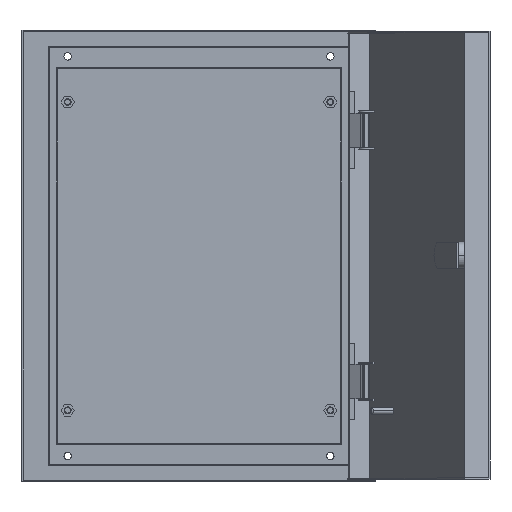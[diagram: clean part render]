
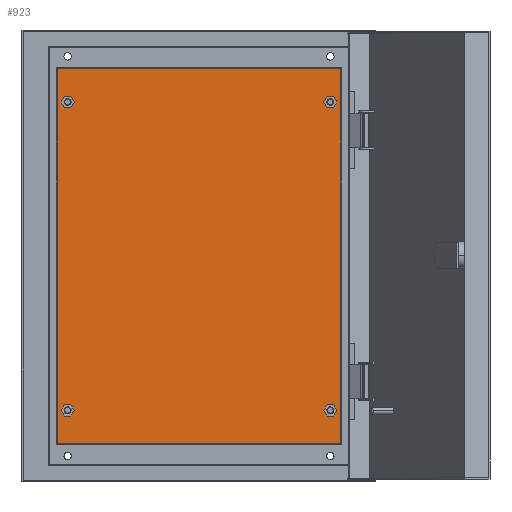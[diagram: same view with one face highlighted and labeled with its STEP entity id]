
A CAD part, top view. The second image highlights one B-rep face of the part: STEP entity #923.
In plain terms, the highlighted planar face has unit normal (0, 0, 1).
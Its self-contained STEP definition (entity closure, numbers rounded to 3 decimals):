
#34 = ORIENTED_EDGE ( 'NONE', *, *, #1058, .F. ) ;
#55 = DIRECTION ( 'NONE',  ( 1., 0., 0. ) ) ;
#74 = EDGE_CURVE ( 'NONE', #4492, #1995, #4001, .T. ) ;
#81 = DIRECTION ( 'NONE',  ( -1., 0., 0. ) ) ;
#97 = CARTESIAN_POINT ( 'NONE',  ( 115., -135., 0. ) ) ;
#189 = ORIENTED_EDGE ( 'NONE', *, *, #465, .F. ) ;
#213 = EDGE_LOOP ( 'NONE', ( #5376, #1774 ) ) ;
#222 = DIRECTION ( 'NONE',  ( 0., 0., 1. ) ) ;
#251 = EDGE_CURVE ( 'NONE', #1995, #4492, #2579, .T. ) ;
#254 = CARTESIAN_POINT ( 'NONE',  ( 115., -135., 0. ) ) ;
#465 = EDGE_CURVE ( 'NONE', #5344, #3965, #3448, .T. ) ;
#474 = AXIS2_PLACEMENT_3D ( 'NONE', #5564, #500, #594 ) ;
#475 = FACE_OUTER_BOUND ( 'NONE', #3036, .T. ) ;
#500 = DIRECTION ( 'NONE',  ( 0., 0., 1. ) ) ;
#581 = CARTESIAN_POINT ( 'NONE',  ( -125., -165., 0. ) ) ;
#594 = DIRECTION ( 'NONE',  ( -1., 0., 0. ) ) ;
#668 = CARTESIAN_POINT ( 'NONE',  ( -125., -165., 0. ) ) ;
#677 = DIRECTION ( 'NONE',  ( 1., 0., 0. ) ) ;
#689 = LINE ( 'NONE', #1467, #1958 ) ;
#704 = AXIS2_PLACEMENT_3D ( 'NONE', #97, #5070, #1396 ) ;
#721 = VECTOR ( 'NONE', #4045, 1000. ) ;
#807 = CIRCLE ( 'NONE', #474, 4. ) ;
#821 = CARTESIAN_POINT ( 'NONE',  ( -119., 135., 0. ) ) ;
#923 = ADVANCED_FACE ( 'NONE', ( #1362, #1758, #1155, #1264, #475 ), #3938, .T. ) ;
#997 = DIRECTION ( 'NONE',  ( -1., 0., 0. ) ) ;
#1024 = DIRECTION ( 'NONE',  ( 1., 0., 0. ) ) ;
#1058 = EDGE_CURVE ( 'NONE', #3965, #5344, #2260, .T. ) ;
#1142 = VERTEX_POINT ( 'NONE', #4559 ) ;
#1155 = FACE_BOUND ( 'NONE', #3991, .T. ) ;
#1201 = EDGE_CURVE ( 'NONE', #4915, #3201, #689, .T. ) ;
#1264 = FACE_BOUND ( 'NONE', #2000, .T. ) ;
#1362 = FACE_BOUND ( 'NONE', #213, .T. ) ;
#1384 = ORIENTED_EDGE ( 'NONE', *, *, #74, .F. ) ;
#1396 = DIRECTION ( 'NONE',  ( 1., 0., 0. ) ) ;
#1467 = CARTESIAN_POINT ( 'NONE',  ( 125., 165., 0. ) ) ;
#1614 = DIRECTION ( 'NONE',  ( -1., 0., 0. ) ) ;
#1664 = EDGE_CURVE ( 'NONE', #1142, #5080, #5622, .T. ) ;
#1666 = CARTESIAN_POINT ( 'NONE',  ( 0., 0., 0. ) ) ;
#1758 = FACE_BOUND ( 'NONE', #5000, .T. ) ;
#1766 = DIRECTION ( 'NONE',  ( -1., 0., 0. ) ) ;
#1774 = ORIENTED_EDGE ( 'NONE', *, *, #4277, .F. ) ;
#1894 = CARTESIAN_POINT ( 'NONE',  ( -115., -135., 0. ) ) ;
#1899 = AXIS2_PLACEMENT_3D ( 'NONE', #2900, #222, #1024 ) ;
#1958 = VECTOR ( 'NONE', #4948, 1000. ) ;
#1995 = VERTEX_POINT ( 'NONE', #3241 ) ;
#2000 = EDGE_LOOP ( 'NONE', ( #189, #34 ) ) ;
#2010 = DIRECTION ( 'NONE',  ( 0., -1., 0. ) ) ;
#2012 = VERTEX_POINT ( 'NONE', #3950 ) ;
#2079 = ORIENTED_EDGE ( 'NONE', *, *, #251, .F. ) ;
#2260 = CIRCLE ( 'NONE', #5221, 4. ) ;
#2381 = EDGE_CURVE ( 'NONE', #5243, #2012, #2536, .T. ) ;
#2536 = CIRCLE ( 'NONE', #3257, 4. ) ;
#2579 = CIRCLE ( 'NONE', #3952, 4. ) ;
#2751 = CARTESIAN_POINT ( 'NONE',  ( 111., -135., 0. ) ) ;
#2760 = VERTEX_POINT ( 'NONE', #668 ) ;
#2819 = ORIENTED_EDGE ( 'NONE', *, *, #1201, .T. ) ;
#2900 = CARTESIAN_POINT ( 'NONE',  ( -115., 135., 0. ) ) ;
#2953 = LINE ( 'NONE', #581, #721 ) ;
#2958 = EDGE_CURVE ( 'NONE', #2760, #4915, #2953, .T. ) ;
#3028 = CARTESIAN_POINT ( 'NONE',  ( -125., 165., 0. ) ) ;
#3036 = EDGE_LOOP ( 'NONE', ( #3660, #3800, #2819, #5698 ) ) ;
#3171 = CARTESIAN_POINT ( 'NONE',  ( -115., -135., 0. ) ) ;
#3201 = VERTEX_POINT ( 'NONE', #4016 ) ;
#3241 = CARTESIAN_POINT ( 'NONE',  ( 119., -135., 0. ) ) ;
#3257 = AXIS2_PLACEMENT_3D ( 'NONE', #3366, #5778, #81 ) ;
#3313 = ORIENTED_EDGE ( 'NONE', *, *, #2381, .F. ) ;
#3366 = CARTESIAN_POINT ( 'NONE',  ( 115., 135., 0. ) ) ;
#3433 = DIRECTION ( 'NONE',  ( 1., 0., 0. ) ) ;
#3448 = CIRCLE ( 'NONE', #1899, 4. ) ;
#3508 = CARTESIAN_POINT ( 'NONE',  ( -125., 165., 0. ) ) ;
#3573 = DIRECTION ( 'NONE',  ( 0., 0., 1. ) ) ;
#3628 = AXIS2_PLACEMENT_3D ( 'NONE', #1666, #4347, #55 ) ;
#3660 = ORIENTED_EDGE ( 'NONE', *, *, #4006, .T. ) ;
#3716 = DIRECTION ( 'NONE',  ( 0., 0., 1. ) ) ;
#3791 = AXIS2_PLACEMENT_3D ( 'NONE', #1894, #4185, #997 ) ;
#3800 = ORIENTED_EDGE ( 'NONE', *, *, #2958, .T. ) ;
#3928 = VECTOR ( 'NONE', #1766, 1000. ) ;
#3938 = PLANE ( 'NONE',  #3628 ) ;
#3950 = CARTESIAN_POINT ( 'NONE',  ( 111., 135., 0. ) ) ;
#3952 = AXIS2_PLACEMENT_3D ( 'NONE', #254, #3716, #3433 ) ;
#3965 = VERTEX_POINT ( 'NONE', #821 ) ;
#3991 = EDGE_LOOP ( 'NONE', ( #3313, #5174 ) ) ;
#4001 = CIRCLE ( 'NONE', #704, 4. ) ;
#4006 = EDGE_CURVE ( 'NONE', #5017, #2760, #6008, .T. ) ;
#4016 = CARTESIAN_POINT ( 'NONE',  ( 125., 165., 0. ) ) ;
#4045 = DIRECTION ( 'NONE',  ( 1., 0., 0. ) ) ;
#4080 = CARTESIAN_POINT ( 'NONE',  ( -119., -135., 0. ) ) ;
#4185 = DIRECTION ( 'NONE',  ( 0., 0., 1. ) ) ;
#4199 = CARTESIAN_POINT ( 'NONE',  ( 119., 135., 0. ) ) ;
#4277 = EDGE_CURVE ( 'NONE', #5080, #1142, #5479, .T. ) ;
#4297 = CARTESIAN_POINT ( 'NONE',  ( -111., 135., 0. ) ) ;
#4347 = DIRECTION ( 'NONE',  ( 0., 0., 1. ) ) ;
#4492 = VERTEX_POINT ( 'NONE', #2751 ) ;
#4552 = DIRECTION ( 'NONE',  ( 0., 0., 1. ) ) ;
#4559 = CARTESIAN_POINT ( 'NONE',  ( -111., -135., 0. ) ) ;
#4580 = VECTOR ( 'NONE', #2010, 1000. ) ;
#4762 = LINE ( 'NONE', #4853, #3928 ) ;
#4853 = CARTESIAN_POINT ( 'NONE',  ( -125., 165., 0. ) ) ;
#4915 = VERTEX_POINT ( 'NONE', #5515 ) ;
#4948 = DIRECTION ( 'NONE',  ( 0., 1., 0. ) ) ;
#5000 = EDGE_LOOP ( 'NONE', ( #2079, #1384 ) ) ;
#5017 = VERTEX_POINT ( 'NONE', #3028 ) ;
#5070 = DIRECTION ( 'NONE',  ( 0., 0., 1. ) ) ;
#5080 = VERTEX_POINT ( 'NONE', #4080 ) ;
#5174 = ORIENTED_EDGE ( 'NONE', *, *, #5950, .F. ) ;
#5221 = AXIS2_PLACEMENT_3D ( 'NONE', #5642, #4552, #677 ) ;
#5243 = VERTEX_POINT ( 'NONE', #4199 ) ;
#5344 = VERTEX_POINT ( 'NONE', #4297 ) ;
#5376 = ORIENTED_EDGE ( 'NONE', *, *, #1664, .F. ) ;
#5479 = CIRCLE ( 'NONE', #3791, 4. ) ;
#5515 = CARTESIAN_POINT ( 'NONE',  ( 125., -165., 0. ) ) ;
#5564 = CARTESIAN_POINT ( 'NONE',  ( 115., 135., 0. ) ) ;
#5622 = CIRCLE ( 'NONE', #5826, 4. ) ;
#5642 = CARTESIAN_POINT ( 'NONE',  ( -115., 135., 0. ) ) ;
#5698 = ORIENTED_EDGE ( 'NONE', *, *, #5840, .T. ) ;
#5778 = DIRECTION ( 'NONE',  ( 0., 0., 1. ) ) ;
#5826 = AXIS2_PLACEMENT_3D ( 'NONE', #3171, #3573, #1614 ) ;
#5840 = EDGE_CURVE ( 'NONE', #3201, #5017, #4762, .T. ) ;
#5950 = EDGE_CURVE ( 'NONE', #2012, #5243, #807, .T. ) ;
#6008 = LINE ( 'NONE', #3508, #4580 ) ;
